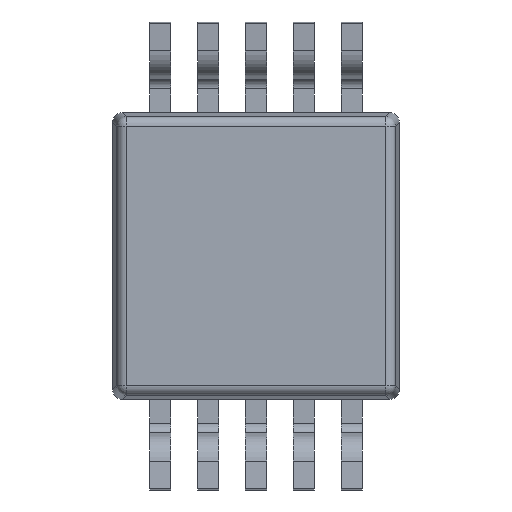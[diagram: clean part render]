
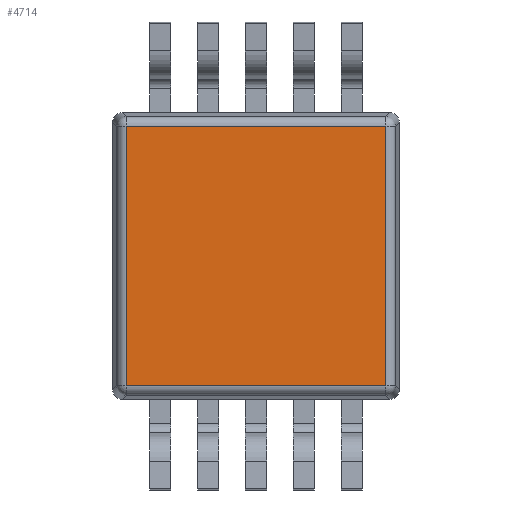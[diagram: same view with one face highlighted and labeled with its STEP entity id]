
A CAD part, front view. The second image highlights one B-rep face of the part: STEP entity #4714.
In plain terms, the highlighted planar face has unit normal (0, -1, 0).
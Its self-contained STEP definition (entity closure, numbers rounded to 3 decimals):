
#10 = VERTEX_POINT ( 'NONE', #6688 ) ;
#146 = DIRECTION ( 'NONE',  ( 1., 0., 0. ) ) ;
#728 = ORIENTED_EDGE ( 'NONE', *, *, #6067, .T. ) ;
#762 = AXIS2_PLACEMENT_3D ( 'NONE', #3887, #3221, #7287 ) ;
#810 = VERTEX_POINT ( 'NONE', #1050 ) ;
#902 = ORIENTED_EDGE ( 'NONE', *, *, #5002, .T. ) ;
#1050 = CARTESIAN_POINT ( 'NONE',  ( 1.359, -0.385, -1.359 ) ) ;
#1188 = LINE ( 'NONE', #4265, #3190 ) ;
#3074 = CARTESIAN_POINT ( 'NONE',  ( 1.446, -0.385, -1.359 ) ) ;
#3190 = VECTOR ( 'NONE', #3242, 1000. ) ;
#3221 = DIRECTION ( 'NONE',  ( 0., -1., 0. ) ) ;
#3242 = DIRECTION ( 'NONE',  ( 0., 0., -1. ) ) ;
#3294 = PLANE ( 'NONE',  #762 ) ;
#3579 = LINE ( 'NONE', #5284, #6480 ) ;
#3692 = FACE_OUTER_BOUND ( 'NONE', #5348, .T. ) ;
#3887 = CARTESIAN_POINT ( 'NONE',  ( 0., -0.385, 0. ) ) ;
#4044 = EDGE_CURVE ( 'NONE', #4711, #810, #7498, .T. ) ;
#4062 = CARTESIAN_POINT ( 'NONE',  ( 1.359, -0.385, 1.359 ) ) ;
#4113 = EDGE_CURVE ( 'NONE', #10, #4711, #1188, .T. ) ;
#4265 = CARTESIAN_POINT ( 'NONE',  ( -1.359, -0.385, -1.446 ) ) ;
#4711 = VERTEX_POINT ( 'NONE', #7357 ) ;
#4714 = ADVANCED_FACE ( 'NONE', ( #3692 ), #3294, .T. ) ;
#4724 = ORIENTED_EDGE ( 'NONE', *, *, #4044, .T. ) ;
#5002 = EDGE_CURVE ( 'NONE', #7430, #10, #3579, .T. ) ;
#5113 = CARTESIAN_POINT ( 'NONE',  ( 1.359, -0.385, 1.446 ) ) ;
#5284 = CARTESIAN_POINT ( 'NONE',  ( -1.446, -0.385, 1.359 ) ) ;
#5348 = EDGE_LOOP ( 'NONE', ( #4724, #728, #902, #7529 ) ) ;
#5355 = DIRECTION ( 'NONE',  ( -1., 0., 0. ) ) ;
#6067 = EDGE_CURVE ( 'NONE', #810, #7430, #7499, .T. ) ;
#6480 = VECTOR ( 'NONE', #5355, 1000. ) ;
#6591 = VECTOR ( 'NONE', #146, 1000. ) ;
#6688 = CARTESIAN_POINT ( 'NONE',  ( -1.359, -0.385, 1.359 ) ) ;
#6720 = DIRECTION ( 'NONE',  ( 0., 0., 1. ) ) ;
#6970 = VECTOR ( 'NONE', #6720, 1000. ) ;
#7287 = DIRECTION ( 'NONE',  ( 0., 0., -1. ) ) ;
#7357 = CARTESIAN_POINT ( 'NONE',  ( -1.359, -0.385, -1.359 ) ) ;
#7430 = VERTEX_POINT ( 'NONE', #4062 ) ;
#7498 = LINE ( 'NONE', #3074, #6591 ) ;
#7499 = LINE ( 'NONE', #5113, #6970 ) ;
#7529 = ORIENTED_EDGE ( 'NONE', *, *, #4113, .T. ) ;
